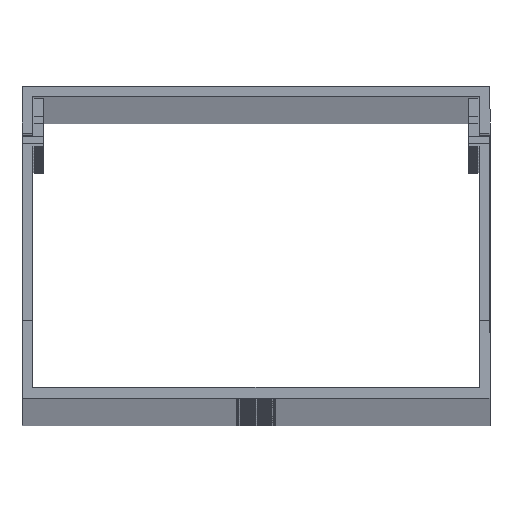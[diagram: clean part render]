
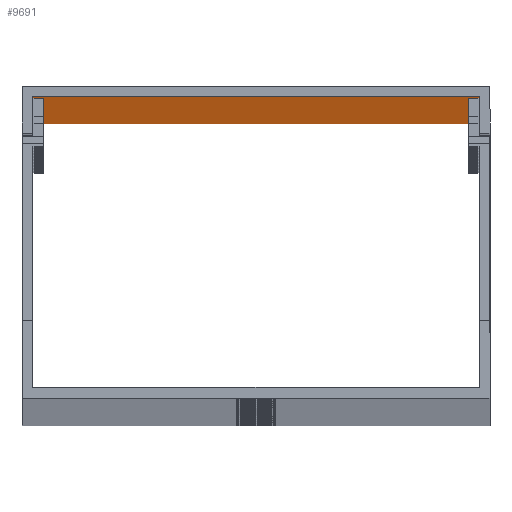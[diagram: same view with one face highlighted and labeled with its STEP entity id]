
A CAD part, top view. The second image highlights one B-rep face of the part: STEP entity #9691.
In plain terms, the highlighted planar face has unit normal (0, -1, 0).
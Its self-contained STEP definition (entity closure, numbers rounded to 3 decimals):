
#8701 = LINE ( 'NONE', #115569, #98973 ) ;
#9691 = ADVANCED_FACE ( 'NONE', ( #70169 ), #50307, .F. ) ;
#15703 = DIRECTION ( 'NONE',  ( 1., 0., 0. ) ) ;
#16199 = CARTESIAN_POINT ( 'NONE',  ( 28.7, 38.7, 1000. ) ) ;
#16933 = DIRECTION ( 'NONE',  ( -1., 0., 0. ) ) ;
#18060 = VERTEX_POINT ( 'NONE', #154854 ) ;
#33912 = ORIENTED_EDGE ( 'NONE', *, *, #125886, .F. ) ;
#44231 = CARTESIAN_POINT ( 'NONE',  ( 28.7, 38.7, 1000. ) ) ;
#50307 = PLANE ( 'NONE',  #63795 ) ;
#63264 = VECTOR ( 'NONE', #15703, 1000. ) ;
#63795 = AXIS2_PLACEMENT_3D ( 'NONE', #16199, #118512, #16933 ) ;
#70169 = FACE_OUTER_BOUND ( 'NONE', #115328, .T. ) ;
#75198 = VERTEX_POINT ( 'NONE', #153768 ) ;
#84496 = EDGE_CURVE ( 'NONE', #217039, #75198, #209560, .T. ) ;
#85262 = EDGE_CURVE ( 'NONE', #18060, #92464, #108293, .T. ) ;
#87381 = CARTESIAN_POINT ( 'NONE',  ( -28.7, 38.7, 1000. ) ) ;
#92464 = VERTEX_POINT ( 'NONE', #205050 ) ;
#95245 = EDGE_CURVE ( 'NONE', #217039, #18060, #120558, .T. ) ;
#95984 = DIRECTION ( 'NONE',  ( 0., 0., -1. ) ) ;
#98973 = VECTOR ( 'NONE', #216924, 1000. ) ;
#108293 = LINE ( 'NONE', #184606, #63264 ) ;
#115280 = VECTOR ( 'NONE', #95984, 1000. ) ;
#115328 = EDGE_LOOP ( 'NONE', ( #206172, #33912, #124471, #121337 ) ) ;
#115569 = CARTESIAN_POINT ( 'NONE',  ( 28.7, 38.7, 1000. ) ) ;
#118512 = DIRECTION ( 'NONE',  ( 0., 1., 0. ) ) ;
#120558 = LINE ( 'NONE', #146321, #115280 ) ;
#121337 = ORIENTED_EDGE ( 'NONE', *, *, #95245, .T. ) ;
#124471 = ORIENTED_EDGE ( 'NONE', *, *, #84496, .F. ) ;
#125886 = EDGE_CURVE ( 'NONE', #75198, #92464, #8701, .T. ) ;
#146321 = CARTESIAN_POINT ( 'NONE',  ( -28.7, 38.7, 1000. ) ) ;
#153768 = CARTESIAN_POINT ( 'NONE',  ( 28.7, 38.7, 1000. ) ) ;
#154854 = CARTESIAN_POINT ( 'NONE',  ( -28.7, 38.7, -1000. ) ) ;
#163459 = DIRECTION ( 'NONE',  ( 1., 0., 0. ) ) ;
#164535 = VECTOR ( 'NONE', #163459, 1000. ) ;
#184606 = CARTESIAN_POINT ( 'NONE',  ( 28.7, 38.7, -1000. ) ) ;
#205050 = CARTESIAN_POINT ( 'NONE',  ( 28.7, 38.7, -1000. ) ) ;
#206172 = ORIENTED_EDGE ( 'NONE', *, *, #85262, .T. ) ;
#209560 = LINE ( 'NONE', #44231, #164535 ) ;
#216924 = DIRECTION ( 'NONE',  ( 0., 0., -1. ) ) ;
#217039 = VERTEX_POINT ( 'NONE', #87381 ) ;
